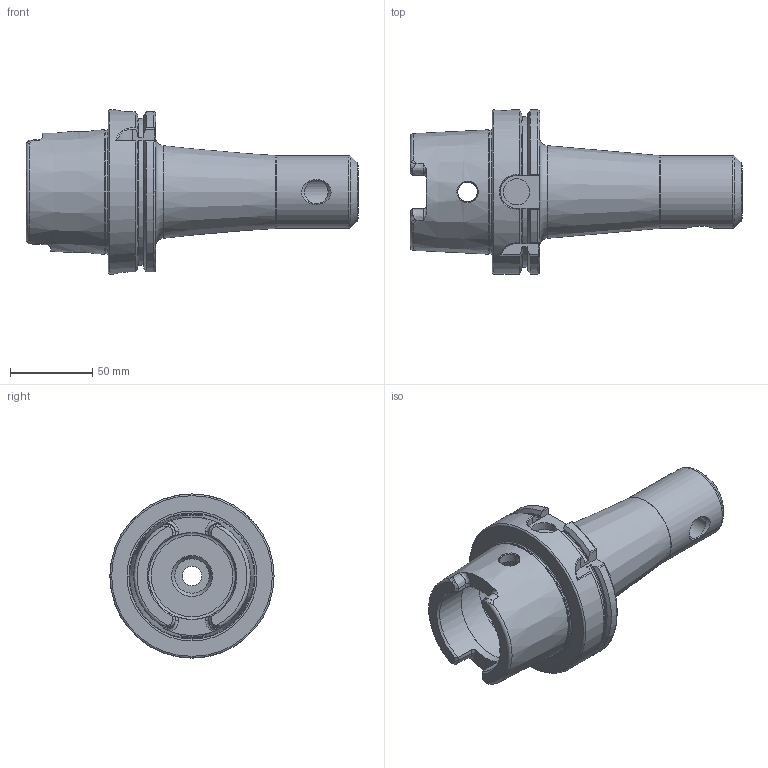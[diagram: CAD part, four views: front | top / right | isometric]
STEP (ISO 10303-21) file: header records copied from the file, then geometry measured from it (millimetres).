
FILE_DESCRIPTION(/* description */ (''),/* implementation_level */ '2;1');
FILE_NAME(/* name */ 'HSK100A-EM075-0600.stp',/* time_stamp */ '2019-07-22T09:53:48-05:00',/* author */ ('ldfli'),/* organization */ ('Pioneer N.A.'),/* preprocessor_version */ 'ST-DEVELOPER v18',/* originating_system */ 'Autodesk Inventor LT',/* authorisation */ '');
FILE_SCHEMA (('AUTOMOTIVE_DESIGN { 1 0 10303 214 3 1 1 }'));
Length unit declared in the file: millimetre
Products named in the file (1): HSK100A-EM075-0600
Bounding box: 202.4 x 100 x 100 mm (x, y, z)
Volume: 443731.6 mm3; surface area: 74101.3 mm2
Topology: 1 solids, 1 shells, 172 faces, 491 edges, 326 vertices
Faces by surface type: plane 57, bspline 46, cylinder 29, torus 23, cone 17
Full cylindrical faces by diameter (mm): 10 x1, 12 x3, 14.351 x1, 16 x1, 19.05 x1, 20.05 x1, 21 x1, 26 x1, 44.45 x1, 53 x2, 63 x1, 75.519 x1, 100 x1
Entity records: 8740 total; most frequent: CARTESIAN_POINT 4491, ORIENTED_EDGE 986, DIRECTION 754, EDGE_CURVE 493, VERTEX_POINT 328, AXIS2_PLACEMENT_3D 294, EDGE_LOOP 185, FACE_OUTER_BOUND 172
